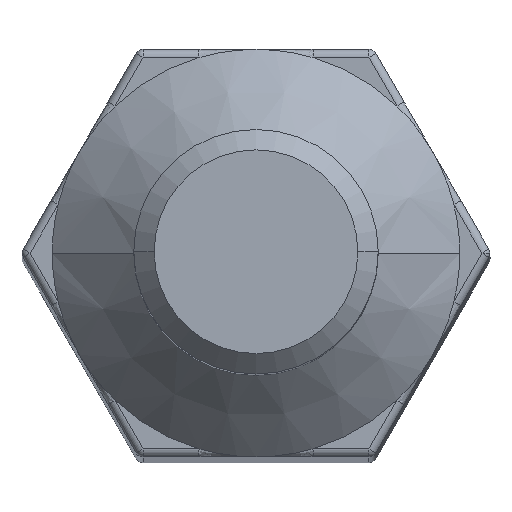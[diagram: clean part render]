
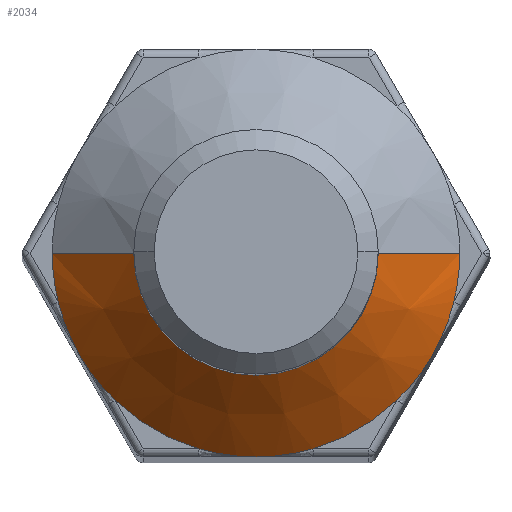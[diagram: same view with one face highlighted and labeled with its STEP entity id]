
A CAD part, top view. The second image highlights one B-rep face of the part: STEP entity #2034.
In plain terms, the highlighted conical face has half-angle 45 degrees and reference radius 1.5 mm.
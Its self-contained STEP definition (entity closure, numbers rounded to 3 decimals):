
#9 = DIRECTION ( 'NONE',  ( 0., 0., -1. ) ) ;
#12 = CARTESIAN_POINT ( 'NONE',  ( 2.428, -0.594, 0. ) ) ;
#36 = EDGE_CURVE ( 'NONE', #1865, #479, #1549, .T. ) ;
#93 = DIRECTION ( 'NONE',  ( 1., 0., 0. ) ) ;
#103 = DIRECTION ( 'NONE',  ( 0., 0., 1. ) ) ;
#108 = EDGE_CURVE ( 'NONE', #1005, #479, #1472, .T. ) ;
#168 = EDGE_LOOP ( 'NONE', ( #525, #632, #1801, #668, #663, #383, #450, #1949, #1952, #482, #503, #2000, #533 ) ) ;
#177 = CARTESIAN_POINT ( 'NONE',  ( 1.5, 0., 1. ) ) ;
#204 = CARTESIAN_POINT ( 'NONE',  ( 0., 0., 0. ) ) ;
#242 = VERTEX_POINT ( 'NONE', #2194 ) ;
#255 = CARTESIAN_POINT ( 'NONE',  ( -2.165, -1.25, 0. ) ) ;
#258 = EDGE_CURVE ( 'NONE', #912, #242, #1349, .T. ) ;
#260 = CARTESIAN_POINT ( 'NONE',  ( 0., 0., 0. ) ) ;
#275 = VERTEX_POINT ( 'NONE', #255 ) ;
#291 = CARTESIAN_POINT ( 'NONE',  ( 0.7, -2.4, 0. ) ) ;
#300 = CARTESIAN_POINT ( 'NONE',  ( 0., 0., 0. ) ) ;
#332 = AXIS2_PLACEMENT_3D ( 'NONE', #300, #1599, #460 ) ;
#343 = AXIS2_PLACEMENT_3D ( 'NONE', #1937, #823, #2096 ) ;
#360 = DIRECTION ( 'NONE',  ( 1., 0., 0. ) ) ;
#372 = VERTEX_POINT ( 'NONE', #2058 ) ;
#383 = ORIENTED_EDGE ( 'NONE', *, *, #1298, .T. ) ;
#397 = AXIS2_PLACEMENT_3D ( 'NONE', #260, #1556, #424 ) ;
#424 = DIRECTION ( 'NONE',  ( 1., 0., 0. ) ) ;
#431 = CARTESIAN_POINT ( 'NONE',  ( 1.728, -1.806, 0. ) ) ;
#450 = ORIENTED_EDGE ( 'NONE', *, *, #258, .T. ) ;
#452 = AXIS2_PLACEMENT_3D ( 'NONE', #2213, #1172, #93 ) ;
#460 = DIRECTION ( 'NONE',  ( 1., 0., 0. ) ) ;
#479 = VERTEX_POINT ( 'NONE', #1754 ) ;
#481 = AXIS2_PLACEMENT_3D ( 'NONE', #1177, #103, #1380 ) ;
#482 = ORIENTED_EDGE ( 'NONE', *, *, #1225, .T. ) ;
#495 = CONICAL_SURFACE ( 'NONE', #1291, 1.5, 0.785 ) ;
#503 = ORIENTED_EDGE ( 'NONE', *, *, #750, .T. ) ;
#507 = CARTESIAN_POINT ( 'NONE',  ( -1.728, -1.806, 0. ) ) ;
#523 = EDGE_CURVE ( 'NONE', #833, #275, #1312, .T. ) ;
#525 = ORIENTED_EDGE ( 'NONE', *, *, #108, .F. ) ;
#530 = FACE_OUTER_BOUND ( 'NONE', #168, .T. ) ;
#533 = ORIENTED_EDGE ( 'NONE', *, *, #36, .T. ) ;
#548 = CIRCLE ( 'NONE', #1361, 2.5 ) ;
#585 = VERTEX_POINT ( 'NONE', #788 ) ;
#614 = EDGE_CURVE ( 'NONE', #585, #833, #1303, .T. ) ;
#632 = ORIENTED_EDGE ( 'NONE', *, *, #1517, .T. ) ;
#663 = ORIENTED_EDGE ( 'NONE', *, *, #523, .T. ) ;
#665 = VERTEX_POINT ( 'NONE', #291 ) ;
#668 = ORIENTED_EDGE ( 'NONE', *, *, #614, .T. ) ;
#709 = EDGE_CURVE ( 'NONE', #242, #895, #1288, .T. ) ;
#721 = AXIS2_PLACEMENT_3D ( 'NONE', #978, #2218, #1176 ) ;
#729 = LINE ( 'NONE', #2077, #739 ) ;
#739 = VECTOR ( 'NONE', #986, 1000. ) ;
#750 = EDGE_CURVE ( 'NONE', #1538, #1634, #1256, .T. ) ;
#785 = CARTESIAN_POINT ( 'NONE',  ( 0., 0., 1. ) ) ;
#788 = CARTESIAN_POINT ( 'NONE',  ( -2.5, 0., 0. ) ) ;
#823 = DIRECTION ( 'NONE',  ( 0., 0., 1. ) ) ;
#833 = VERTEX_POINT ( 'NONE', #1025 ) ;
#895 = VERTEX_POINT ( 'NONE', #1648 ) ;
#910 = CARTESIAN_POINT ( 'NONE',  ( 0., 0., 1. ) ) ;
#912 = VERTEX_POINT ( 'NONE', #507 ) ;
#918 = CARTESIAN_POINT ( 'NONE',  ( 0., 0., 0. ) ) ;
#940 = AXIS2_PLACEMENT_3D ( 'NONE', #1086, #2284, #1277 ) ;
#966 = AXIS2_PLACEMENT_3D ( 'NONE', #918, #2168, #1111 ) ;
#969 = DIRECTION ( 'NONE',  ( -1., 0., 0. ) ) ;
#978 = CARTESIAN_POINT ( 'NONE',  ( 0., 0., 0. ) ) ;
#986 = DIRECTION ( 'NONE',  ( -0.707, 0., -0.707 ) ) ;
#1005 = VERTEX_POINT ( 'NONE', #177 ) ;
#1025 = CARTESIAN_POINT ( 'NONE',  ( -2.428, -0.594, 0. ) ) ;
#1048 = CIRCLE ( 'NONE', #2239, 1.5 ) ;
#1080 = DIRECTION ( 'NONE',  ( 0., 0., 1. ) ) ;
#1086 = CARTESIAN_POINT ( 'NONE',  ( 0., 0., 0. ) ) ;
#1105 = DIRECTION ( 'NONE',  ( 0.707, 0., -0.707 ) ) ;
#1109 = CIRCLE ( 'NONE', #966, 2.5 ) ;
#1111 = DIRECTION ( 'NONE',  ( 1., 0., 0. ) ) ;
#1123 = CIRCLE ( 'NONE', #721, 2.5 ) ;
#1157 = CIRCLE ( 'NONE', #940, 2.5 ) ;
#1172 = DIRECTION ( 'NONE',  ( 0., 0., 1. ) ) ;
#1176 = DIRECTION ( 'NONE',  ( 1., 0., 0. ) ) ;
#1177 = CARTESIAN_POINT ( 'NONE',  ( 0., 0., 0. ) ) ;
#1225 = EDGE_CURVE ( 'NONE', #665, #1538, #1157, .T. ) ;
#1256 = CIRCLE ( 'NONE', #343, 2.5 ) ;
#1277 = DIRECTION ( 'NONE',  ( 1., 0., 0. ) ) ;
#1288 = CIRCLE ( 'NONE', #332, 2.5 ) ;
#1291 = AXIS2_PLACEMENT_3D ( 'NONE', #910, #9, #2017 ) ;
#1294 = CARTESIAN_POINT ( 'NONE',  ( 1.5, 0., 1. ) ) ;
#1298 = EDGE_CURVE ( 'NONE', #275, #912, #1109, .T. ) ;
#1303 = CIRCLE ( 'NONE', #481, 2.5 ) ;
#1312 = CIRCLE ( 'NONE', #452, 2.5 ) ;
#1349 = CIRCLE ( 'NONE', #397, 2.5 ) ;
#1361 = AXIS2_PLACEMENT_3D ( 'NONE', #204, #1496, #360 ) ;
#1380 = DIRECTION ( 'NONE',  ( 1., 0., 0. ) ) ;
#1436 = AXIS2_PLACEMENT_3D ( 'NONE', #2146, #1080, #2281 ) ;
#1459 = VECTOR ( 'NONE', #1105, 1000. ) ;
#1472 = LINE ( 'NONE', #1294, #1459 ) ;
#1496 = DIRECTION ( 'NONE',  ( 0., 0., 1. ) ) ;
#1517 = EDGE_CURVE ( 'NONE', #1005, #372, #1048, .T. ) ;
#1538 = VERTEX_POINT ( 'NONE', #431 ) ;
#1549 = CIRCLE ( 'NONE', #1436, 2.5 ) ;
#1556 = DIRECTION ( 'NONE',  ( 0., 0., 1. ) ) ;
#1559 = EDGE_CURVE ( 'NONE', #1634, #1865, #1123, .T. ) ;
#1592 = CARTESIAN_POINT ( 'NONE',  ( 2.165, -1.25, 0. ) ) ;
#1599 = DIRECTION ( 'NONE',  ( 0., 0., 1. ) ) ;
#1634 = VERTEX_POINT ( 'NONE', #1592 ) ;
#1648 = CARTESIAN_POINT ( 'NONE',  ( 0., -2.5, 0. ) ) ;
#1754 = CARTESIAN_POINT ( 'NONE',  ( 2.5, 0., 0. ) ) ;
#1801 = ORIENTED_EDGE ( 'NONE', *, *, #1939, .T. ) ;
#1865 = VERTEX_POINT ( 'NONE', #12 ) ;
#1937 = CARTESIAN_POINT ( 'NONE',  ( 0., 0., 0. ) ) ;
#1939 = EDGE_CURVE ( 'NONE', #372, #585, #729, .T. ) ;
#1949 = ORIENTED_EDGE ( 'NONE', *, *, #709, .T. ) ;
#1952 = ORIENTED_EDGE ( 'NONE', *, *, #2014, .T. ) ;
#2000 = ORIENTED_EDGE ( 'NONE', *, *, #1559, .T. ) ;
#2014 = EDGE_CURVE ( 'NONE', #895, #665, #548, .T. ) ;
#2017 = DIRECTION ( 'NONE',  ( -1., 0., 0. ) ) ;
#2034 = ADVANCED_FACE ( 'NONE', ( #530 ), #495, .T. ) ;
#2058 = CARTESIAN_POINT ( 'NONE',  ( -1.5, 0., 1. ) ) ;
#2068 = DIRECTION ( 'NONE',  ( 0., 0., -1. ) ) ;
#2077 = CARTESIAN_POINT ( 'NONE',  ( -1.5, 0., 1. ) ) ;
#2096 = DIRECTION ( 'NONE',  ( 1., 0., 0. ) ) ;
#2146 = CARTESIAN_POINT ( 'NONE',  ( 0., 0., 0. ) ) ;
#2168 = DIRECTION ( 'NONE',  ( 0., 0., 1. ) ) ;
#2194 = CARTESIAN_POINT ( 'NONE',  ( -0.7, -2.4, 0. ) ) ;
#2213 = CARTESIAN_POINT ( 'NONE',  ( 0., 0., 0. ) ) ;
#2218 = DIRECTION ( 'NONE',  ( 0., 0., 1. ) ) ;
#2239 = AXIS2_PLACEMENT_3D ( 'NONE', #785, #2068, #969 ) ;
#2281 = DIRECTION ( 'NONE',  ( 1., 0., 0. ) ) ;
#2284 = DIRECTION ( 'NONE',  ( 0., 0., 1. ) ) ;
